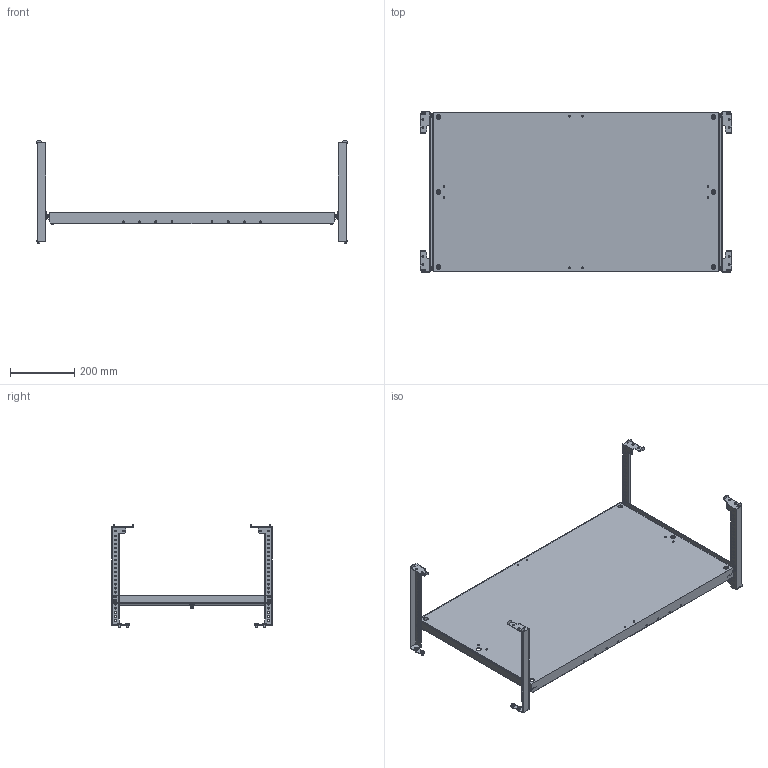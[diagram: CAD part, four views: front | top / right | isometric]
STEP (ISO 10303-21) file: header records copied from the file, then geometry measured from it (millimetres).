
FILE_DESCRIPTION (( 'STEP AP203' ), '1' );
FILE_NAME ('FO-00-MPU-050-100 FORMAT Ïàíåëü ìîíòàæíàÿ óíèâåðñàëüíàÿ 500õ1000 IEK.STEP', '2025-01-21T12:07:42', ( '' ), ( '' ), 'SwSTEP 2.0', 'SolidWorks 2022', '' );
FILE_SCHEMA (( 'CONFIG_CONTROL_DESIGN' ));
Length unit declared in the file: millimetre
Products named in the file (4): Траверса гориз. для стац. МП; FO-00-MPU-050-100 FORMAT Панель монтажная универсальная 500х1000 IEK; Траверса гориз. для стац. МП - 2; Панель монтажная универсальная 500х1000
Assembly tree (5 placements, depth 2):
  FO-00-MPU-050-100 FORMAT Панель монтажная универсальная 500х1000 IEK
    Панель монтажная универсальная 500х1000
    Траверса гориз. для стац. МП  x2
    Траверса гориз. для стац. МП - 2  x2
Bounding box: 966 x 497 x 321.7 mm (x, y, z)
Volume: 1403330.4 mm3; surface area: 1476008.2 mm2
Topology: 33 solids, 33 shells, 1406 faces, 3684 edges, 2412 vertices
Faces by surface type: cylinder 668, plane 558, cone 108, torus 72
Entity records: 33860 total; most frequent: CARTESIAN_POINT 6426, DIRECTION 5886, ORIENTED_EDGE 5404, EDGE_CURVE 2702, AXIS2_PLACEMENT_3D 2220, VERTEX_POINT 1768, VECTOR 1446, LINE 1446
